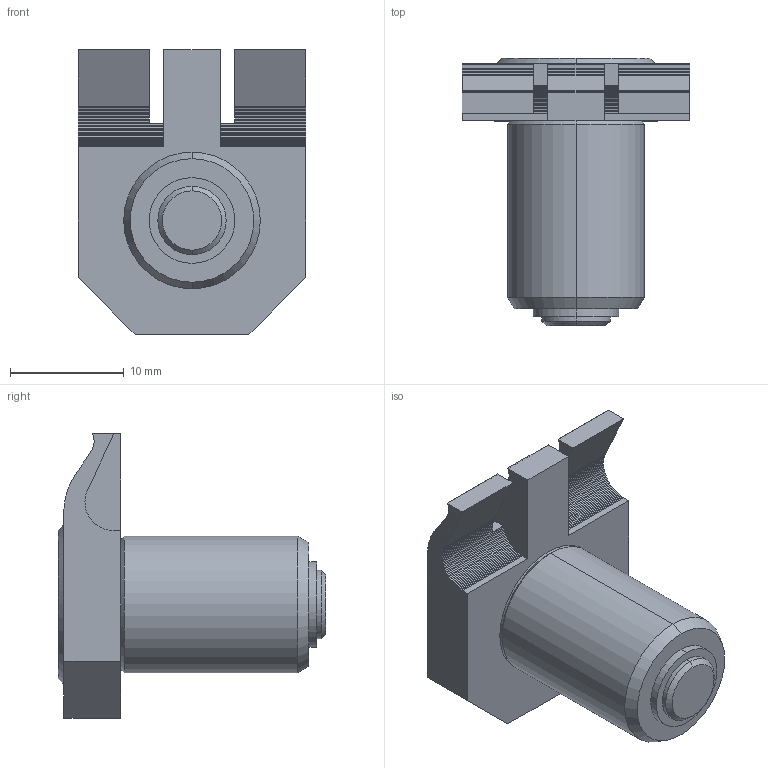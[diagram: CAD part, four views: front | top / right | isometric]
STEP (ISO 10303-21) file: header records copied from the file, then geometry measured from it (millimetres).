
FILE_DESCRIPTION (( 'STEP AP214' ), '1' );
FILE_NAME ('25210.STEP', '2016-07-28T15:41:04', ( 'Mike W' ), ( '' ), 'SwSTEP 2.0', 'SolidWorks 2016', '' );
FILE_SCHEMA (( 'AUTOMOTIVE_DESIGN' ));
Length unit declared in the file: inch
Products named in the file (1): 25210
Bounding box: 20 x 23.5 x 25 mm (x, y, z)
Volume: 3809.8 mm3; surface area: 2525 mm2
Topology: 2 solids, 2 shells, 292 faces, 837 edges, 554 vertices
Faces by surface type: plane 269, cylinder 15, cone 8
Entity records: 10626 total; most frequent: CARTESIAN_POINT 1687, ORIENTED_EDGE 1674, DIRECTION 1458, EDGE_CURVE 837, LINE 800, VECTOR 800, VERTEX_POINT 554, AXIS2_PLACEMENT_3D 329
